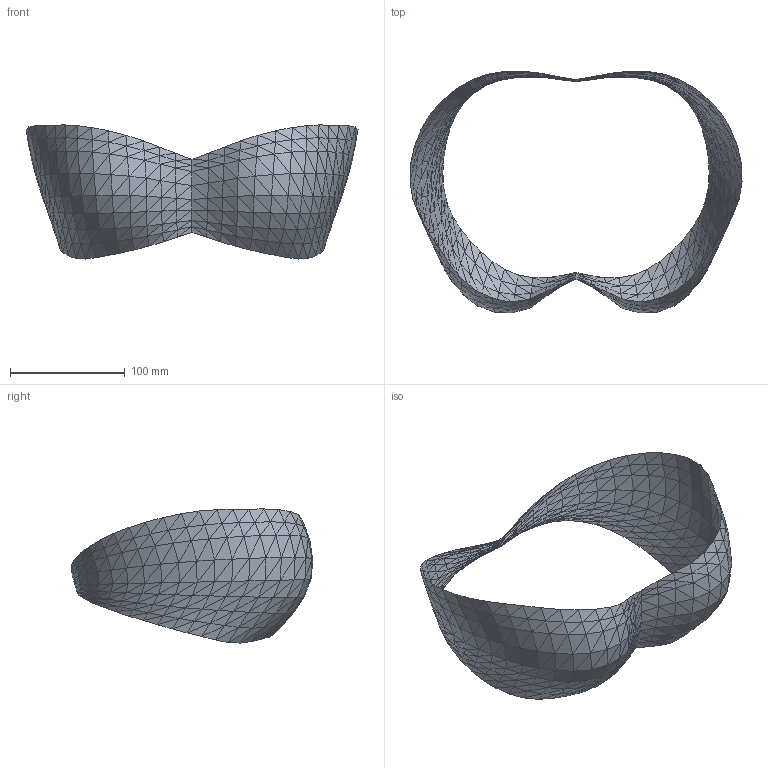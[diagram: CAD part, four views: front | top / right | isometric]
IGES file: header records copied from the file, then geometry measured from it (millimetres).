
Start section: TurboCAD v10.0
Global section: author: NULL; organization: NULL; date: 20070918.212307; units: inch
Bounding box: 289.41 x 210.71 x 116.89 mm (x, y, z)
Surface area: 63768.7 mm2 (no closed solid volume)
Topology: 0 solids, 0 shells, 832 faces, 2496 edges, 2496 vertices
Faces by surface type: extrusion 832
